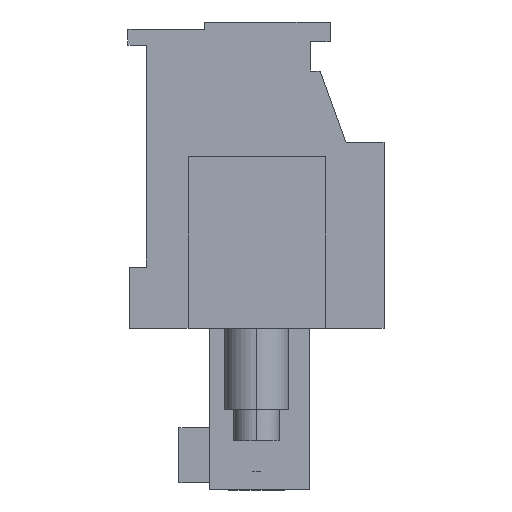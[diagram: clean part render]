
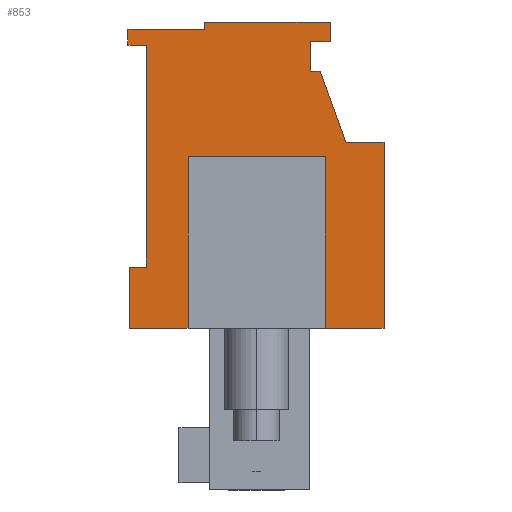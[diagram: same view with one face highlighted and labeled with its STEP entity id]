
A CAD part, left-side view. The second image highlights one B-rep face of the part: STEP entity #853.
In plain terms, the highlighted planar face has unit normal (-1, 0, 0).
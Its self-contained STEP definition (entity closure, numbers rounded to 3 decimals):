
#705=AXIS2_PLACEMENT_3D('Plane Axis2P3D',#702,#703,#704) ;
#42=CARTESIAN_POINT('Vertex',(4.8,3.,18.3)) ;
#45=CARTESIAN_POINT('Line Origine',(4.8,3.,17.7)) ;
#49=CARTESIAN_POINT('Vertex',(4.8,3.,17.1)) ;
#76=CARTESIAN_POINT('Line Origine',(4.8,2.6,18.3)) ;
#80=CARTESIAN_POINT('Vertex',(4.8,2.2,18.3)) ;
#702=CARTESIAN_POINT('Axis2P3D Location',(4.8,5.2,6.6)) ;
#707=CARTESIAN_POINT('Line Origine',(4.8,1.2,6.6)) ;
#711=CARTESIAN_POINT('Vertex',(4.8,0.,6.6)) ;
#713=CARTESIAN_POINT('Vertex',(4.8,2.4,6.6)) ;
#716=CARTESIAN_POINT('Line Origine',(4.8,0.,10.4)) ;
#720=CARTESIAN_POINT('Vertex',(4.8,0.,14.2)) ;
#723=CARTESIAN_POINT('Line Origine',(4.8,0.775,14.2)) ;
#727=CARTESIAN_POINT('Vertex',(4.8,1.55,14.2)) ;
#730=CARTESIAN_POINT('Line Origine',(4.8,2.078,15.65)) ;
#734=CARTESIAN_POINT('Vertex',(4.8,2.606,17.1)) ;
#737=CARTESIAN_POINT('Line Origine',(4.8,2.803,17.1)) ;
#742=CARTESIAN_POINT('Line Origine',(4.8,2.2,18.7)) ;
#746=CARTESIAN_POINT('Vertex',(4.8,2.2,19.1)) ;
#749=CARTESIAN_POINT('Line Origine',(4.8,4.76,19.1)) ;
#753=CARTESIAN_POINT('Vertex',(4.8,7.32,19.1)) ;
#756=CARTESIAN_POINT('Line Origine',(4.8,7.32,18.95)) ;
#760=CARTESIAN_POINT('Vertex',(4.8,7.32,18.8)) ;
#763=CARTESIAN_POINT('Line Origine',(4.8,8.885,18.8)) ;
#767=CARTESIAN_POINT('Vertex',(4.8,10.45,18.8)) ;
#770=CARTESIAN_POINT('Line Origine',(4.8,10.45,18.475)) ;
#774=CARTESIAN_POINT('Vertex',(4.8,10.45,18.15)) ;
#777=CARTESIAN_POINT('Line Origine',(4.8,10.075,18.15)) ;
#781=CARTESIAN_POINT('Vertex',(4.8,9.7,18.15)) ;
#784=CARTESIAN_POINT('Line Origine',(4.8,9.7,13.625)) ;
#788=CARTESIAN_POINT('Vertex',(4.8,9.7,9.1)) ;
#791=CARTESIAN_POINT('Line Origine',(4.8,10.05,9.1)) ;
#795=CARTESIAN_POINT('Vertex',(4.8,10.4,9.1)) ;
#798=CARTESIAN_POINT('Line Origine',(4.8,10.4,7.85)) ;
#802=CARTESIAN_POINT('Vertex',(4.8,10.4,6.6)) ;
#805=CARTESIAN_POINT('Line Origine',(4.8,9.2,6.6)) ;
#809=CARTESIAN_POINT('Vertex',(4.8,8.,6.6)) ;
#812=CARTESIAN_POINT('Line Origine',(4.8,8.,10.1)) ;
#816=CARTESIAN_POINT('Vertex',(4.8,8.,13.6)) ;
#819=CARTESIAN_POINT('Line Origine',(4.8,5.2,13.6)) ;
#823=CARTESIAN_POINT('Vertex',(4.8,2.4,13.6)) ;
#826=CARTESIAN_POINT('Line Origine',(4.8,2.4,10.1)) ;
#46=DIRECTION('Vector Direction',(0.,0.,1.)) ;
#77=DIRECTION('Vector Direction',(0.,1.,0.)) ;
#703=DIRECTION('Axis2P3D Direction',(-1.,0.,0.)) ;
#704=DIRECTION('Axis2P3D XDirection',(0.,-1.,0.)) ;
#708=DIRECTION('Vector Direction',(0.,1.,0.)) ;
#717=DIRECTION('Vector Direction',(0.,0.,-1.)) ;
#724=DIRECTION('Vector Direction',(0.,1.,0.)) ;
#731=DIRECTION('Vector Direction',(0.,0.342,0.94)) ;
#738=DIRECTION('Vector Direction',(0.,1.,0.)) ;
#743=DIRECTION('Vector Direction',(0.,0.,1.)) ;
#750=DIRECTION('Vector Direction',(0.,1.,0.)) ;
#757=DIRECTION('Vector Direction',(0.,0.,1.)) ;
#764=DIRECTION('Vector Direction',(0.,1.,0.)) ;
#771=DIRECTION('Vector Direction',(0.,0.,-1.)) ;
#778=DIRECTION('Vector Direction',(0.,-1.,0.)) ;
#785=DIRECTION('Vector Direction',(0.,0.,-1.)) ;
#792=DIRECTION('Vector Direction',(0.,-1.,0.)) ;
#799=DIRECTION('Vector Direction',(0.,0.,1.)) ;
#806=DIRECTION('Vector Direction',(0.,1.,0.)) ;
#813=DIRECTION('Vector Direction',(0.,0.,-1.)) ;
#820=DIRECTION('Vector Direction',(0.,-1.,0.)) ;
#827=DIRECTION('Vector Direction',(0.,0.,-1.)) ;
#47=VECTOR('Line Direction',#46,1.) ;
#78=VECTOR('Line Direction',#77,1.) ;
#709=VECTOR('Line Direction',#708,1.) ;
#718=VECTOR('Line Direction',#717,1.) ;
#725=VECTOR('Line Direction',#724,1.) ;
#732=VECTOR('Line Direction',#731,1.) ;
#739=VECTOR('Line Direction',#738,1.) ;
#744=VECTOR('Line Direction',#743,1.) ;
#751=VECTOR('Line Direction',#750,1.) ;
#758=VECTOR('Line Direction',#757,1.) ;
#765=VECTOR('Line Direction',#764,1.) ;
#772=VECTOR('Line Direction',#771,1.) ;
#779=VECTOR('Line Direction',#778,1.) ;
#786=VECTOR('Line Direction',#785,1.) ;
#793=VECTOR('Line Direction',#792,1.) ;
#800=VECTOR('Line Direction',#799,1.) ;
#807=VECTOR('Line Direction',#806,1.) ;
#814=VECTOR('Line Direction',#813,1.) ;
#821=VECTOR('Line Direction',#820,1.) ;
#828=VECTOR('Line Direction',#827,1.) ;
#832=ORIENTED_EDGE('',*,*,#715,.F.) ;
#833=ORIENTED_EDGE('',*,*,#722,.F.) ;
#834=ORIENTED_EDGE('',*,*,#729,.T.) ;
#835=ORIENTED_EDGE('',*,*,#736,.T.) ;
#836=ORIENTED_EDGE('',*,*,#741,.T.) ;
#837=ORIENTED_EDGE('',*,*,#51,.T.) ;
#838=ORIENTED_EDGE('',*,*,#82,.F.) ;
#839=ORIENTED_EDGE('',*,*,#748,.T.) ;
#840=ORIENTED_EDGE('',*,*,#755,.T.) ;
#841=ORIENTED_EDGE('',*,*,#762,.F.) ;
#842=ORIENTED_EDGE('',*,*,#769,.T.) ;
#843=ORIENTED_EDGE('',*,*,#776,.T.) ;
#844=ORIENTED_EDGE('',*,*,#783,.T.) ;
#845=ORIENTED_EDGE('',*,*,#790,.T.) ;
#846=ORIENTED_EDGE('',*,*,#797,.F.) ;
#847=ORIENTED_EDGE('',*,*,#804,.F.) ;
#848=ORIENTED_EDGE('',*,*,#811,.F.) ;
#849=ORIENTED_EDGE('',*,*,#818,.F.) ;
#850=ORIENTED_EDGE('',*,*,#825,.T.) ;
#851=ORIENTED_EDGE('',*,*,#830,.T.) ;
#853=ADVANCED_FACE('HOUSING',(#852),#706,.T.) ;
#51=EDGE_CURVE('',#50,#43,#48,.T.) ;
#82=EDGE_CURVE('',#81,#43,#79,.T.) ;
#715=EDGE_CURVE('',#712,#714,#710,.T.) ;
#722=EDGE_CURVE('',#721,#712,#719,.T.) ;
#729=EDGE_CURVE('',#721,#728,#726,.T.) ;
#736=EDGE_CURVE('',#728,#735,#733,.T.) ;
#741=EDGE_CURVE('',#735,#50,#740,.T.) ;
#748=EDGE_CURVE('',#81,#747,#745,.T.) ;
#755=EDGE_CURVE('',#747,#754,#752,.T.) ;
#762=EDGE_CURVE('',#761,#754,#759,.T.) ;
#769=EDGE_CURVE('',#761,#768,#766,.T.) ;
#776=EDGE_CURVE('',#768,#775,#773,.T.) ;
#783=EDGE_CURVE('',#775,#782,#780,.T.) ;
#790=EDGE_CURVE('',#782,#789,#787,.T.) ;
#797=EDGE_CURVE('',#796,#789,#794,.T.) ;
#804=EDGE_CURVE('',#803,#796,#801,.T.) ;
#811=EDGE_CURVE('',#810,#803,#808,.T.) ;
#818=EDGE_CURVE('',#817,#810,#815,.T.) ;
#825=EDGE_CURVE('',#817,#824,#822,.T.) ;
#830=EDGE_CURVE('',#824,#714,#829,.T.) ;
#831=EDGE_LOOP('',(#832,#833,#834,#835,#836,#837,#838,#839,#840,#841,#842,#843,#844,#845,#846,#847,#848,#849,#850,#851)) ;
#852=FACE_OUTER_BOUND('',#831,.T.) ;
#48=LINE('Line',#45,#47) ;
#79=LINE('Line',#76,#78) ;
#710=LINE('Line',#707,#709) ;
#719=LINE('Line',#716,#718) ;
#726=LINE('Line',#723,#725) ;
#733=LINE('Line',#730,#732) ;
#740=LINE('Line',#737,#739) ;
#745=LINE('Line',#742,#744) ;
#752=LINE('Line',#749,#751) ;
#759=LINE('Line',#756,#758) ;
#766=LINE('Line',#763,#765) ;
#773=LINE('Line',#770,#772) ;
#780=LINE('Line',#777,#779) ;
#787=LINE('Line',#784,#786) ;
#794=LINE('Line',#791,#793) ;
#801=LINE('Line',#798,#800) ;
#808=LINE('Line',#805,#807) ;
#815=LINE('Line',#812,#814) ;
#822=LINE('Line',#819,#821) ;
#829=LINE('Line',#826,#828) ;
#706=PLANE('',#705) ;
#43=VERTEX_POINT('',#42) ;
#50=VERTEX_POINT('',#49) ;
#81=VERTEX_POINT('',#80) ;
#712=VERTEX_POINT('',#711) ;
#714=VERTEX_POINT('',#713) ;
#721=VERTEX_POINT('',#720) ;
#728=VERTEX_POINT('',#727) ;
#735=VERTEX_POINT('',#734) ;
#747=VERTEX_POINT('',#746) ;
#754=VERTEX_POINT('',#753) ;
#761=VERTEX_POINT('',#760) ;
#768=VERTEX_POINT('',#767) ;
#775=VERTEX_POINT('',#774) ;
#782=VERTEX_POINT('',#781) ;
#789=VERTEX_POINT('',#788) ;
#796=VERTEX_POINT('',#795) ;
#803=VERTEX_POINT('',#802) ;
#810=VERTEX_POINT('',#809) ;
#817=VERTEX_POINT('',#816) ;
#824=VERTEX_POINT('',#823) ;
